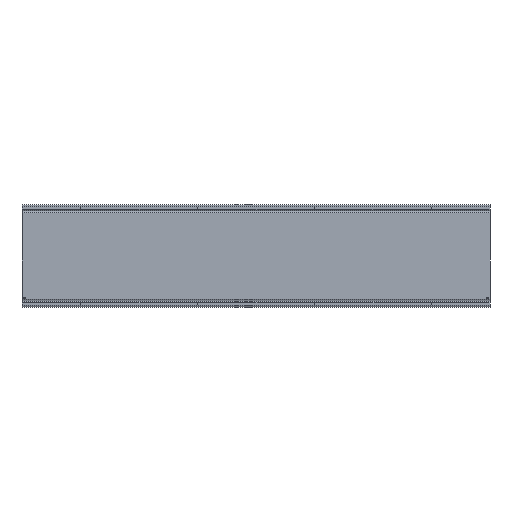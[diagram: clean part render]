
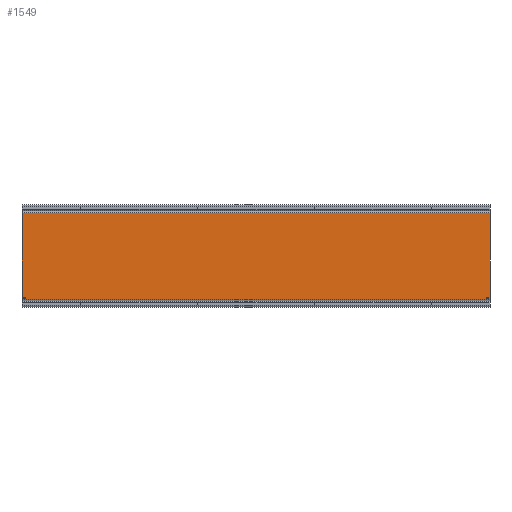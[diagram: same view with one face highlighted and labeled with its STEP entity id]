
A CAD part, top view. The second image highlights one B-rep face of the part: STEP entity #1549.
In plain terms, the highlighted planar face has unit normal (0, 0, 1).
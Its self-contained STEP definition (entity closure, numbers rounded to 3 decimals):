
#18=FACE_BOUND('',#202,.T.);
#19=FACE_BOUND('',#203,.T.);
#67=PLANE('',#1697);
#133=FACE_OUTER_BOUND('',#201,.T.);
#201=EDGE_LOOP('',(#1388,#1389,#1390,#1391));
#202=EDGE_LOOP('',(#1392));
#203=EDGE_LOOP('',(#1393));
#324=LINE('',#2903,#468);
#347=LINE('',#2974,#491);
#348=LINE('',#2977,#492);
#349=LINE('',#2978,#493);
#468=VECTOR('',#2052,1.);
#491=VECTOR('',#2127,1.);
#492=VECTOR('',#2132,1.);
#493=VECTOR('',#2133,1.);
#500=CIRCLE('',#1565,3.);
#508=CIRCLE('',#1578,3.);
#586=VERTEX_POINT('',#2215);
#600=VERTEX_POINT('',#2304);
#710=VERTEX_POINT('',#2899);
#711=VERTEX_POINT('',#2901);
#732=VERTEX_POINT('',#2971);
#733=VERTEX_POINT('',#2973);
#750=EDGE_CURVE('',#586,#586,#500,.T.);
#769=EDGE_CURVE('',#600,#600,#508,.T.);
#934=EDGE_CURVE('',#710,#711,#324,.T.);
#970=EDGE_CURVE('',#732,#733,#347,.T.);
#972=EDGE_CURVE('',#710,#732,#348,.T.);
#973=EDGE_CURVE('',#711,#733,#349,.T.);
#1388=ORIENTED_EDGE('',*,*,#972,.F.);
#1389=ORIENTED_EDGE('',*,*,#934,.T.);
#1390=ORIENTED_EDGE('',*,*,#973,.T.);
#1391=ORIENTED_EDGE('',*,*,#970,.F.);
#1392=ORIENTED_EDGE('',*,*,#750,.T.);
#1393=ORIENTED_EDGE('',*,*,#769,.T.);
#1549=ADVANCED_FACE('',(#133,#18,#19),#67,.F.);
#1565=AXIS2_PLACEMENT_3D('',#2216,#1732,#1733);
#1578=AXIS2_PLACEMENT_3D('',#2305,#1767,#1768);
#1697=AXIS2_PLACEMENT_3D('',#2976,#2130,#2131);
#1732=DIRECTION('center_axis',(0.,0.,
-1.));
#1733=DIRECTION('ref_axis',(-1.,0.,0.));
#1767=DIRECTION('center_axis',(0.,0.,
-1.));
#1768=DIRECTION('ref_axis',(-1.,0.,0.));
#2052=DIRECTION('',(1.,0.,0.));
#2127=DIRECTION('',(1.,0.,0.));
#2130=DIRECTION('center_axis',(0.,0.,
-1.));
#2131=DIRECTION('ref_axis',(0.,1.,0.));
#2132=DIRECTION('',(0.,1.,0.));
#2133=DIRECTION('',(0.,1.,0.));
#2215=CARTESIAN_POINT('',(162.699,-28.304,20.558));
#2216=CARTESIAN_POINT('Origin',(159.699,-28.304,20.558));
#2304=CARTESIAN_POINT('',(2142.699,-28.304,20.558));
#2305=CARTESIAN_POINT('Origin',(2139.699,-28.304,20.558));
#2899=CARTESIAN_POINT('',(149.699,-32.375,20.558));
#2901=CARTESIAN_POINT('',(2149.699,-32.375,20.558));
#2903=CARTESIAN_POINT('',(149.699,-32.375,20.558));
#2971=CARTESIAN_POINT('',(149.699,335.767,20.558));
#2973=CARTESIAN_POINT('',(2149.699,335.767,20.558));
#2974=CARTESIAN_POINT('',(149.699,335.767,20.558));
#2976=CARTESIAN_POINT('Origin',(149.699,151.696,20.558));
#2977=CARTESIAN_POINT('',(149.699,151.696,20.558));
#2978=CARTESIAN_POINT('',(2149.699,151.696,20.558));
